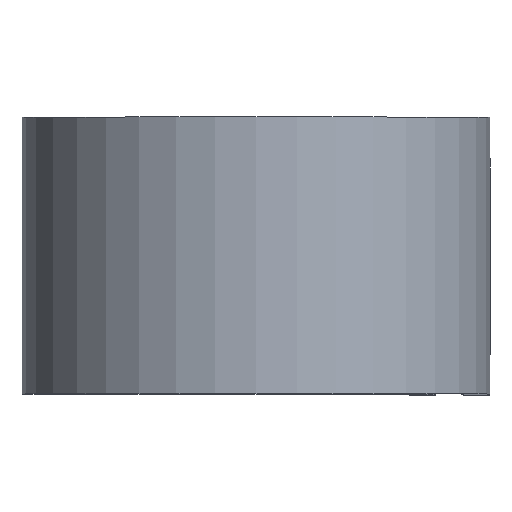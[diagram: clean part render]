
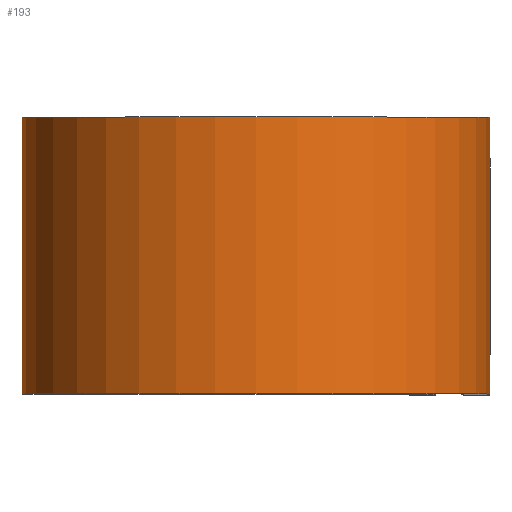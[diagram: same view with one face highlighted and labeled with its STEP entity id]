
A CAD part, top view. The second image highlights one B-rep face of the part: STEP entity #193.
In plain terms, the highlighted cylindrical face has radius 13.424 mm (diameter 26.848 mm), a partial arc.
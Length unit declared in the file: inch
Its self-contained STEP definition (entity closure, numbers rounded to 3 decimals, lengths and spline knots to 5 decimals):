
#26 = CARTESIAN_POINT ( 'NONE',  ( 0., -0.3125, 0. ) ) ;
#33 = DIRECTION ( 'NONE',  ( 1., 0., 0. ) ) ;
#43 = CIRCLE ( 'NONE', #462, 0.5285 ) ;
#45 = DIRECTION ( 'NONE',  ( 0., 1., 0. ) ) ;
#48 = LINE ( 'NONE', #328, #338 ) ;
#50 = AXIS2_PLACEMENT_3D ( 'NONE', #271, #114, #143 ) ;
#54 = CARTESIAN_POINT ( 'NONE',  ( 0., 0.3125, -0.5285 ) ) ;
#75 = VERTEX_POINT ( 'NONE', #479 ) ;
#91 = CARTESIAN_POINT ( 'NONE',  ( 0., -0.3125, -0.5285 ) ) ;
#114 = DIRECTION ( 'NONE',  ( 0., -1., 0. ) ) ;
#143 = DIRECTION ( 'NONE',  ( 0., 0., -1. ) ) ;
#150 = ORIENTED_EDGE ( 'NONE', *, *, #586, .F. ) ;
#191 = DIRECTION ( 'NONE',  ( 0., -1., 0. ) ) ;
#193 = ADVANCED_FACE ( 'NONE', ( #402 ), #387, .T. ) ;
#212 = CARTESIAN_POINT ( 'NONE',  ( 0., 0.3125, -0.5285 ) ) ;
#222 = VERTEX_POINT ( 'NONE', #54 ) ;
#223 = VERTEX_POINT ( 'NONE', #91 ) ;
#245 = ORIENTED_EDGE ( 'NONE', *, *, #344, .F. ) ;
#259 = VERTEX_POINT ( 'NONE', #392 ) ;
#271 = CARTESIAN_POINT ( 'NONE',  ( 0., 0.3125, 0. ) ) ;
#281 = DIRECTION ( 'NONE',  ( 0., 1., 0. ) ) ;
#322 = DIRECTION ( 'NONE',  ( 1., 0., 0. ) ) ;
#326 = EDGE_CURVE ( 'NONE', #222, #223, #455, .T. ) ;
#327 = EDGE_CURVE ( 'NONE', #223, #75, #345, .T. ) ;
#328 = CARTESIAN_POINT ( 'NONE',  ( 0.5285, 0.3125, 0. ) ) ;
#338 = VECTOR ( 'NONE', #366, 39.37008 ) ;
#344 = EDGE_CURVE ( 'NONE', #222, #259, #43, .T. ) ;
#345 = CIRCLE ( 'NONE', #375, 0.5285 ) ;
#366 = DIRECTION ( 'NONE',  ( 0., -1., 0. ) ) ;
#375 = AXIS2_PLACEMENT_3D ( 'NONE', #26, #45, #33 ) ;
#387 = CYLINDRICAL_SURFACE ( 'NONE', #50, 0.5285 ) ;
#392 = CARTESIAN_POINT ( 'NONE',  ( 0.5285, 0.3125, 0. ) ) ;
#402 = FACE_OUTER_BOUND ( 'NONE', #603, .T. ) ;
#439 = CARTESIAN_POINT ( 'NONE',  ( 0., 0.3125, 0. ) ) ;
#440 = ORIENTED_EDGE ( 'NONE', *, *, #327, .T. ) ;
#455 = LINE ( 'NONE', #212, #559 ) ;
#462 = AXIS2_PLACEMENT_3D ( 'NONE', #439, #281, #322 ) ;
#479 = CARTESIAN_POINT ( 'NONE',  ( 0.5285, -0.3125, 0. ) ) ;
#559 = VECTOR ( 'NONE', #191, 39.37008 ) ;
#586 = EDGE_CURVE ( 'NONE', #259, #75, #48, .T. ) ;
#592 = ORIENTED_EDGE ( 'NONE', *, *, #326, .T. ) ;
#603 = EDGE_LOOP ( 'NONE', ( #440, #150, #245, #592 ) ) ;
